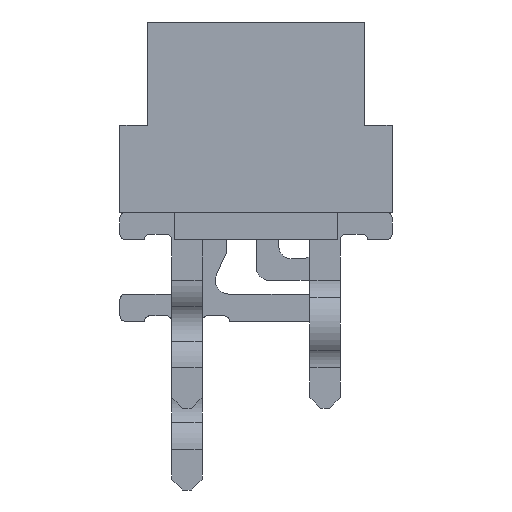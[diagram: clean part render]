
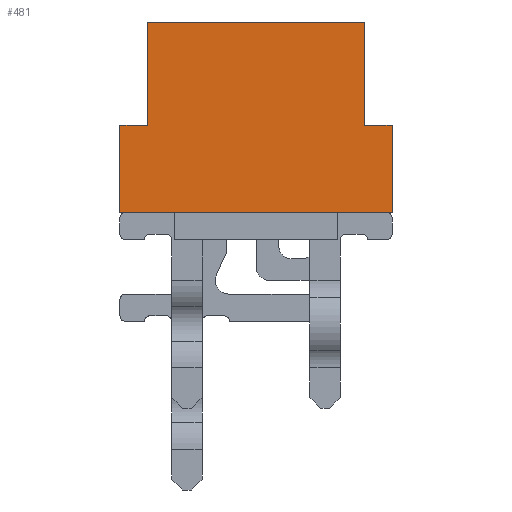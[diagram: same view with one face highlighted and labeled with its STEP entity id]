
A CAD part, left-side view. The second image highlights one B-rep face of the part: STEP entity #481.
In plain terms, the highlighted planar face has unit normal (-1, 0, 0).
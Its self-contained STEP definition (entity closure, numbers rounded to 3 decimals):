
#481 = ADVANCED_FACE( '', ( #1095 ), #1096, .F. );
#1095 = FACE_OUTER_BOUND( '', #1833, .T. );
#1096 = PLANE( '', #1834 );
#1833 = EDGE_LOOP( '', ( #3410, #3411, #3412, #3413, #3414, #3415, #3416, #3417 ) );
#1834 = AXIS2_PLACEMENT_3D( '', #3418, #3419, #3420 );
#3410 = ORIENTED_EDGE( '', *, *, #5086, .T. );
#3411 = ORIENTED_EDGE( '', *, *, #5119, .F. );
#3412 = ORIENTED_EDGE( '', *, *, #5080, .F. );
#3413 = ORIENTED_EDGE( '', *, *, #4848, .F. );
#3414 = ORIENTED_EDGE( '', *, *, #5318, .T. );
#3415 = ORIENTED_EDGE( '', *, *, #5319, .T. );
#3416 = ORIENTED_EDGE( '', *, *, #5320, .F. );
#3417 = ORIENTED_EDGE( '', *, *, #4765, .T. );
#3418 = CARTESIAN_POINT( '', ( -6.11, 2.5, 1.6 ) );
#3419 = DIRECTION( '', ( 1., 0., 0. ) );
#3420 = DIRECTION( '', ( 0., 0., -1. ) );
#4765 = EDGE_CURVE( '', #5848, #5846, #5849, .T. );
#4848 = EDGE_CURVE( '', #5990, #5992, #5993, .T. );
#5080 = EDGE_CURVE( '', #5992, #6393, #6394, .T. );
#5086 = EDGE_CURVE( '', #5846, #6401, #6402, .T. );
#5119 = EDGE_CURVE( '', #6393, #6401, #6459, .T. );
#5318 = EDGE_CURVE( '', #5990, #6735, #6736, .T. );
#5319 = EDGE_CURVE( '', #6735, #6737, #6738, .T. );
#5320 = EDGE_CURVE( '', #5848, #6737, #6739, .T. );
#5846 = VERTEX_POINT( '', #7728 );
#5848 = VERTEX_POINT( '', #7731 );
#5849 = LINE( '', #7732, #7733 );
#5990 = VERTEX_POINT( '', #7935 );
#5992 = VERTEX_POINT( '', #7938 );
#5993 = LINE( '', #7939, #7940 );
#6393 = VERTEX_POINT( '', #8543 );
#6394 = LINE( '', #8544, #8545 );
#6401 = VERTEX_POINT( '', #8555 );
#6402 = LINE( '', #8556, #8557 );
#6459 = LINE( '', #8644, #8645 );
#6735 = VERTEX_POINT( '', #9067 );
#6736 = LINE( '', #9068, #9069 );
#6737 = VERTEX_POINT( '', #9070 );
#6738 = LINE( '', #9071, #9072 );
#6739 = LINE( '', #9073, #9074 );
#7728 = CARTESIAN_POINT( '', ( -6.11, 2.5, 0. ) );
#7731 = CARTESIAN_POINT( '', ( -6.11, 2.5, 1.6 ) );
#7732 = CARTESIAN_POINT( '', ( -6.11, 2.5, 1.6 ) );
#7733 = VECTOR( '', #9782, 1000. );
#7935 = CARTESIAN_POINT( '', ( -6.11, -2., 3.5 ) );
#7938 = CARTESIAN_POINT( '', ( -6.11, -2., 1.6 ) );
#7939 = CARTESIAN_POINT( '', ( -6.11, -2., 3.5 ) );
#7940 = VECTOR( '', #9857, 1000. );
#8543 = CARTESIAN_POINT( '', ( -6.11, -2.5, 1.6 ) );
#8544 = CARTESIAN_POINT( '', ( -6.11, 2.5, 1.6 ) );
#8545 = VECTOR( '', #10067, 1000. );
#8555 = CARTESIAN_POINT( '', ( -6.11, -2.5, 0. ) );
#8556 = CARTESIAN_POINT( '', ( -6.11, 2.5, 0. ) );
#8557 = VECTOR( '', #10071, 1000. );
#8644 = CARTESIAN_POINT( '', ( -6.11, -2.5, 1.6 ) );
#8645 = VECTOR( '', #10105, 1000. );
#9067 = CARTESIAN_POINT( '', ( -6.11, 2., 3.5 ) );
#9068 = CARTESIAN_POINT( '', ( -6.11, -2., 3.5 ) );
#9069 = VECTOR( '', #10270, 1000. );
#9070 = CARTESIAN_POINT( '', ( -6.11, 2., 1.6 ) );
#9071 = CARTESIAN_POINT( '', ( -6.11, 2., 3.5 ) );
#9072 = VECTOR( '', #10271, 1000. );
#9073 = CARTESIAN_POINT( '', ( -6.11, 2.5, 1.6 ) );
#9074 = VECTOR( '', #10272, 1000. );
#9782 = DIRECTION( '', ( 0., 0., -1. ) );
#9857 = DIRECTION( '', ( 0., 0., -1. ) );
#10067 = DIRECTION( '', ( 0., -1., 0. ) );
#10071 = DIRECTION( '', ( 0., -1., 0. ) );
#10105 = DIRECTION( '', ( 0., 0., -1. ) );
#10270 = DIRECTION( '', ( 0., 1., 0. ) );
#10271 = DIRECTION( '', ( 0., 0., -1. ) );
#10272 = DIRECTION( '', ( 0., -1., 0. ) );
